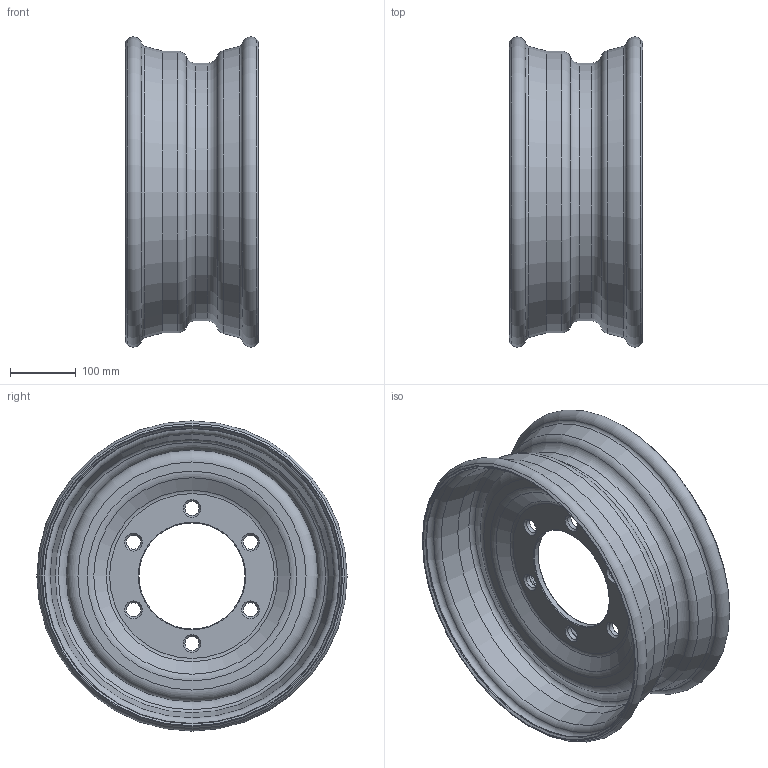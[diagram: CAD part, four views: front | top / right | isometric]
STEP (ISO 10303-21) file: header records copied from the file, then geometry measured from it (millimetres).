
FILE_DESCRIPTION((''),'2;1');
FILE_NAME('600113.stp','2012-02-09T09:11:43',('cerdogan'),(''),'Autodesk Inventor 2012','Autodesk Inventor 2012','');
FILE_SCHEMA(('AUTOMOTIVE_DESIGN { 1 0 10303 214 1 1 1 1 }'));
Length unit declared in the file: millimetre
Products named in the file (3): 600113; Kasnak; Disk Yeni
Assembly tree (2 placements, depth 2):
  600113
    Kasnak
    Disk Yeni
Bounding box: 202.5 x 470.73 x 470.73 mm (x, y, z)
Volume: 3057698.8 mm3; surface area: 897022.7 mm2
Topology: 2 solids, 2 shells, 66 faces, 127 edges, 72 vertices
Faces by surface type: torus 27, cone 14, cylinder 14, sphere 6, plane 5
Full cylindrical faces by diameter (mm): 21.5 x6, 161 x1, 362 x1, 378.925 x1, 380 x1, 381.708 x1, 390.933 x1, 415.741 x1, 427.741 x1
Entity records: 1498 total; most frequent: DIRECTION 286, CARTESIAN_POINT 215, ORIENTED_EDGE 144, EDGE_LOOP 144, AXIS2_PLACEMENT_3D 143, FACE_BOUND 78, VERTEX_POINT 72, CIRCLE 72
